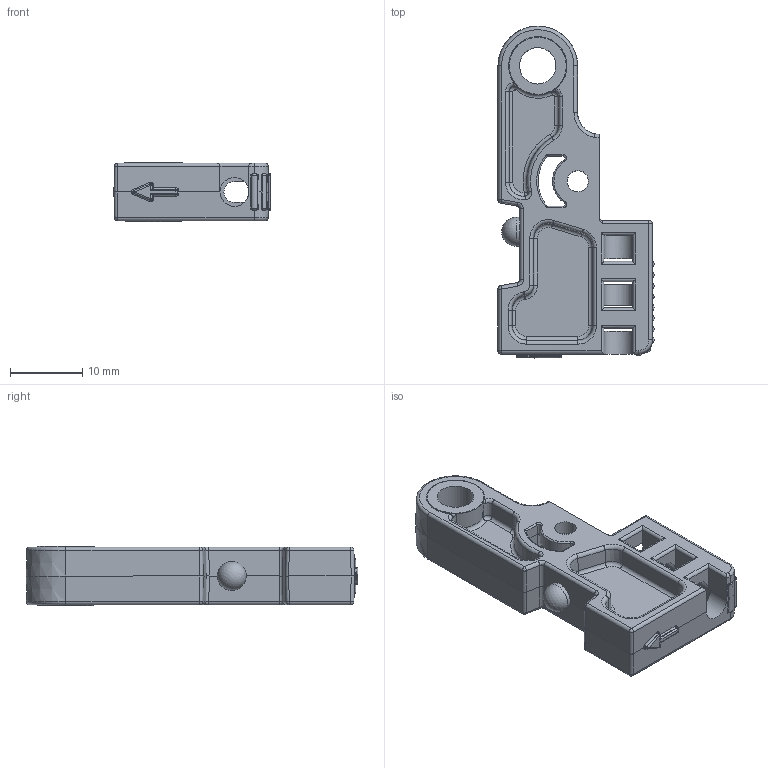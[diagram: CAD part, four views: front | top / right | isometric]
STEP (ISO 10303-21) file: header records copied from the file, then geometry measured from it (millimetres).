
FILE_DESCRIPTION(('FreeCAD Model'),'2;1');
FILE_NAME('extruder_idler.step', '2017-04-12T13:06:36',('Author'),(''), 'Open CASCADE STEP processor 6.9','FreeCAD','Unknown');
FILE_SCHEMA(('AUTOMOTIVE_DESIGN_CC2 { 1 2 10303 214 -1 1 5 4 }'));
Length unit declared in the file: millimetre
Products named in the file (2): ASSEMBLY; IC_EXTRUDER_IDLER_2.1
Assembly tree (1 placements, depth 2):
  ASSEMBLY
    IC_EXTRUDER_IDLER_2.1
Bounding box: 21.65 x 46.02 x 8.2 mm (x, y, z)
Volume: 3223.4 mm3; surface area: 3416.1 mm2
Topology: 1 solids, 1 shells, 528 faces, 1281 edges, 745 vertices
Faces by surface type: cylinder 173, plane 109, bspline 104, torus 78, cone 45, sphere 19
Full cylindrical faces by diameter (mm): 2.95 x1, 4 x1, 5.05 x1
Entity records: 47257 total; most frequent: CARTESIAN_POINT 23062, DIRECTION 4175, ORIENTED_EDGE 2548, PCURVE 2548, DEFINITIONAL_REPRESENTATION 2548, LINE 2086, VECTOR 2086, EDGE_CURVE 1274
